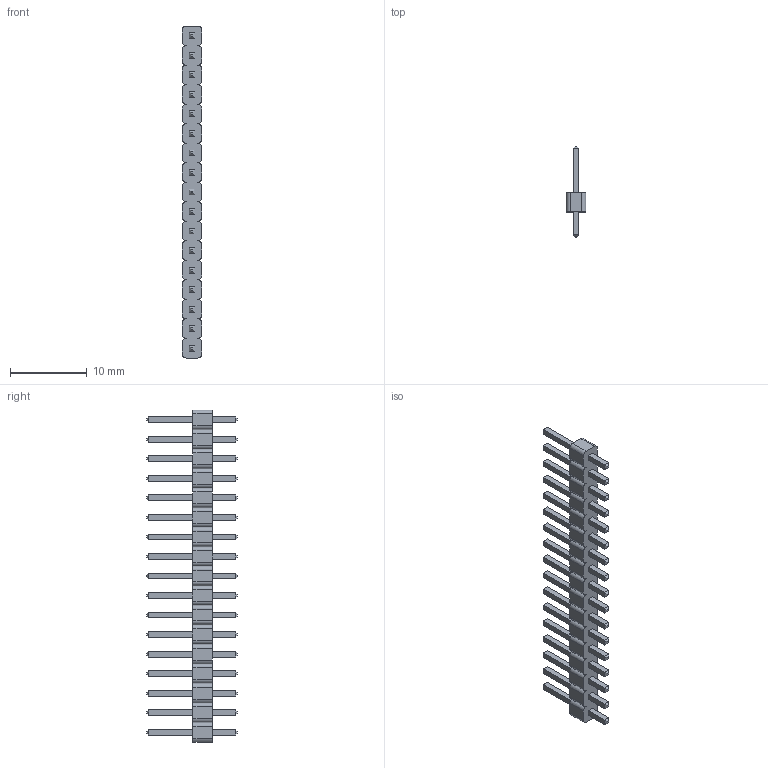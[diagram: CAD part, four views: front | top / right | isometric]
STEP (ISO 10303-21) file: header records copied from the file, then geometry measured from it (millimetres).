
FILE_DESCRIPTION (( 'STEP AP203' ), '1' );
FILE_NAME ('MICRO_17pin_header__.step', '2019-10-07T21:32:56', ( '' ), ( '' ), 'SwSTEP 2.0', 'SolidWorks 2017', '' );
FILE_SCHEMA (( 'CONFIG_CONTROL_DESIGN' ));
Length unit declared in the file: millimetre
Products named in the file (1): MICRO_17pin_header__
Bounding box: 2.54 x 11.75 x 43.18 mm (x, y, z)
Volume: 351 mm3; surface area: 937.5 mm2
Topology: 1 solids, 1 shells, 412 faces, 992 edges, 616 vertices
Faces by surface type: plane 344, cylinder 68
Entity records: 11761 total; most frequent: CARTESIAN_POINT 2021, ORIENTED_EDGE 1984, DIRECTION 1954, EDGE_CURVE 992, VECTOR 856, LINE 856, VERTEX_POINT 616, AXIS2_PLACEMENT_3D 549
